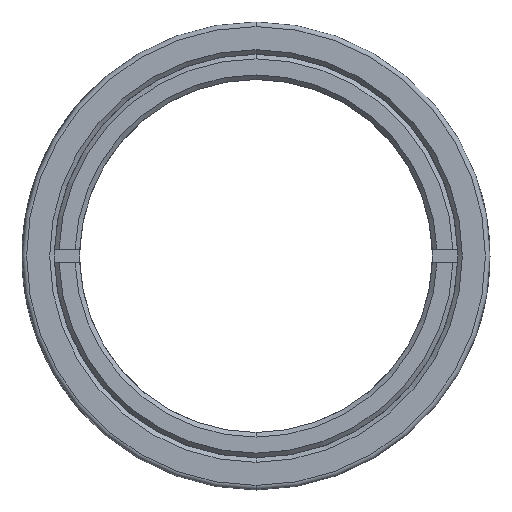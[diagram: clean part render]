
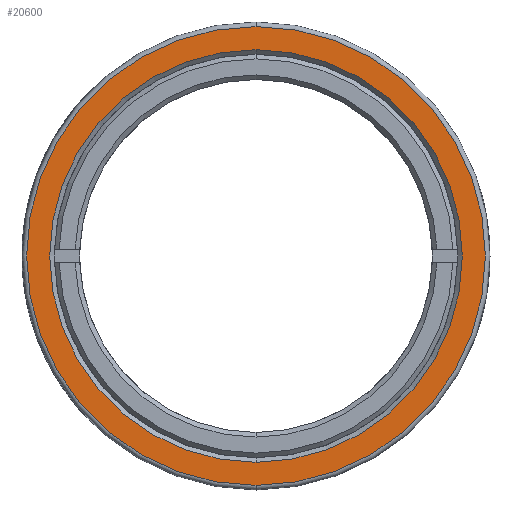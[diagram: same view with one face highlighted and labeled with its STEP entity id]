
A CAD part, front view. The second image highlights one B-rep face of the part: STEP entity #20600.
In plain terms, the highlighted planar face has unit normal (0, -1, 0).
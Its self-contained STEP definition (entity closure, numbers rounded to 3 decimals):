
#6 = CARTESIAN_POINT ( 'NONE',  ( 15.419, 15.237, 18.209 ) ) ;
#997 = DIRECTION ( 'NONE',  ( 0., 0., 1. ) ) ;
#2224 = ORIENTED_EDGE ( 'NONE', *, *, #12194, .T. ) ;
#2573 = DIRECTION ( 'NONE',  ( 0., -1., 0. ) ) ;
#5060 = EDGE_LOOP ( 'NONE', ( #11719, #11354 ) ) ;
#5268 = DIRECTION ( 'NONE',  ( 0., 1., 0. ) ) ;
#5408 = DIRECTION ( 'NONE',  ( 0., 0., 1. ) ) ;
#5753 = VERTEX_POINT ( 'NONE', #25149 ) ;
#7166 = DIRECTION ( 'NONE',  ( 0., 1., 0. ) ) ;
#7321 = AXIS2_PLACEMENT_3D ( 'NONE', #26281, #19841, #20256 ) ;
#8423 = VERTEX_POINT ( 'NONE', #25031 ) ;
#8536 = CARTESIAN_POINT ( 'NONE',  ( 15.419, 15.237, 3.259 ) ) ;
#9390 = AXIS2_PLACEMENT_3D ( 'NONE', #21794, #2573, #24372 ) ;
#11354 = ORIENTED_EDGE ( 'NONE', *, *, #12573, .T. ) ;
#11719 = ORIENTED_EDGE ( 'NONE', *, *, #18136, .T. ) ;
#11886 = CARTESIAN_POINT ( 'NONE',  ( 15.419, 15.237, 18.209 ) ) ;
#12194 = EDGE_CURVE ( 'NONE', #5753, #8423, #22690, .T. ) ;
#12573 = EDGE_CURVE ( 'NONE', #19856, #17626, #21778, .T. ) ;
#13051 = FACE_OUTER_BOUND ( 'NONE', #5060, .T. ) ;
#13516 = CARTESIAN_POINT ( 'NONE',  ( 15.419, 15.237, 33.159 ) ) ;
#14507 = AXIS2_PLACEMENT_3D ( 'NONE', #23181, #5268, #5408 ) ;
#15073 = EDGE_LOOP ( 'NONE', ( #26578, #2224 ) ) ;
#17374 = AXIS2_PLACEMENT_3D ( 'NONE', #11886, #20505, #997 ) ;
#17586 = EDGE_CURVE ( 'NONE', #8423, #5753, #27905, .T. ) ;
#17626 = VERTEX_POINT ( 'NONE', #13516 ) ;
#18136 = EDGE_CURVE ( 'NONE', #17626, #19856, #25159, .T. ) ;
#19660 = PLANE ( 'NONE',  #23185 ) ;
#19841 = DIRECTION ( 'NONE',  ( 0., 1., 0. ) ) ;
#19856 = VERTEX_POINT ( 'NONE', #8536 ) ;
#20256 = DIRECTION ( 'NONE',  ( 0., 0., 1. ) ) ;
#20505 = DIRECTION ( 'NONE',  ( 0., -1., 0. ) ) ;
#20600 = ADVANCED_FACE ( 'NONE', ( #23960, #13051 ), #19660, .F. ) ;
#21778 = CIRCLE ( 'NONE', #9390, 14.95 ) ;
#21794 = CARTESIAN_POINT ( 'NONE',  ( 15.419, 15.237, 18.209 ) ) ;
#22224 = DIRECTION ( 'NONE',  ( 1., 0., 0. ) ) ;
#22690 = CIRCLE ( 'NONE', #14507, 13.445 ) ;
#23181 = CARTESIAN_POINT ( 'NONE',  ( 15.419, 15.237, 18.209 ) ) ;
#23185 = AXIS2_PLACEMENT_3D ( 'NONE', #6, #7166, #22224 ) ;
#23960 = FACE_BOUND ( 'NONE', #15073, .T. ) ;
#24372 = DIRECTION ( 'NONE',  ( 0., 0., 1. ) ) ;
#25031 = CARTESIAN_POINT ( 'NONE',  ( 15.419, 15.237, 4.764 ) ) ;
#25149 = CARTESIAN_POINT ( 'NONE',  ( 15.419, 15.237, 31.654 ) ) ;
#25159 = CIRCLE ( 'NONE', #17374, 14.95 ) ;
#26281 = CARTESIAN_POINT ( 'NONE',  ( 15.419, 15.237, 18.209 ) ) ;
#26578 = ORIENTED_EDGE ( 'NONE', *, *, #17586, .T. ) ;
#27905 = CIRCLE ( 'NONE', #7321, 13.445 ) ;
